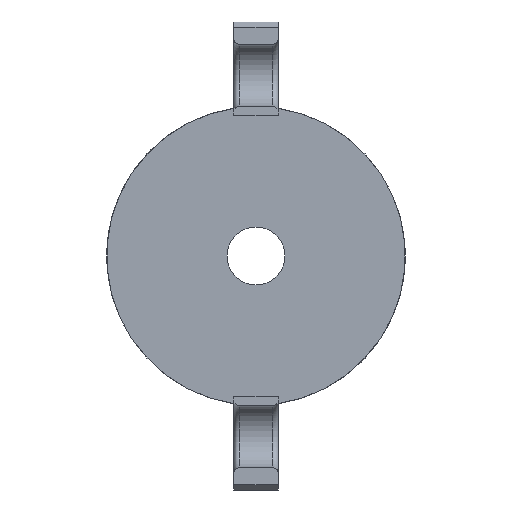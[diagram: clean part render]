
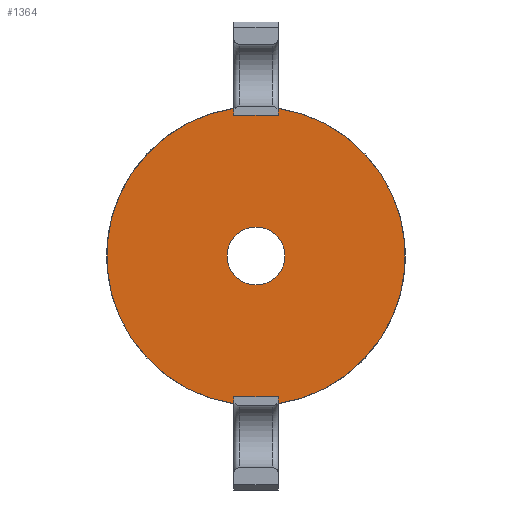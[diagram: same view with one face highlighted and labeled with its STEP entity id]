
A CAD part, front view. The second image highlights one B-rep face of the part: STEP entity #1364.
In plain terms, the highlighted planar face has unit normal (0, -1, 0).
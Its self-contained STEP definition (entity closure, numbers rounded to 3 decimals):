
#282=CARTESIAN_POINT('',(-2.5,-7.,-16.562));
#288=CARTESIAN_POINT('',(2.5,-7.,-16.562));
#378=CARTESIAN_POINT('',(0.,-7.,0.));
#379=DIRECTION('',(0.,1.,0.));
#380=DIRECTION('',(0.,0.,-1.));
#381=AXIS2_PLACEMENT_3D('',#378,#379,#380);
#383=CARTESIAN_POINT('',(0.,-7.,0.));
#384=DIRECTION('',(0.,1.,0.));
#385=DIRECTION('',(0.,0.,1.));
#386=AXIS2_PLACEMENT_3D('',#383,#384,#385);
#388=DIRECTION('',(0.,-0.002,1.));
#389=VECTOR('',#388,0.783);
#390=CARTESIAN_POINT('',(-2.5,-7.,-16.562));
#391=LINE('',#390,#389);
#392=CARTESIAN_POINT('',(0.,-7.,0.));
#393=DIRECTION('',(0.,-1.,0.));
#394=DIRECTION('',(-0.149,0.,0.989));
#395=AXIS2_PLACEMENT_3D('',#392,#393,#394);
#397=DIRECTION('',(0.,-0.002,-1.));
#398=VECTOR('',#397,0.783);
#399=CARTESIAN_POINT('',(-2.5,-7.,16.562));
#400=LINE('',#399,#398);
#401=DIRECTION('',(1.,0.,0.));
#402=VECTOR('',#401,5.);
#403=CARTESIAN_POINT('',(-2.5,-7.002,15.78));
#404=LINE('',#403,#402);
#405=DIRECTION('',(0.,-0.002,-1.));
#406=VECTOR('',#405,0.783);
#407=CARTESIAN_POINT('',(2.5,-7.,16.562));
#408=LINE('',#407,#406);
#409=CARTESIAN_POINT('',(0.,-7.,0.));
#410=DIRECTION('',(0.,-1.,0.));
#411=DIRECTION('',(0.149,0.,-0.989));
#412=AXIS2_PLACEMENT_3D('',#409,#410,#411);
#414=DIRECTION('',(0.,-0.002,1.));
#415=VECTOR('',#414,0.783);
#416=CARTESIAN_POINT('',(2.5,-7.,-16.562));
#417=LINE('',#416,#415);
#418=DIRECTION('',(1.,0.,0.));
#419=VECTOR('',#418,5.);
#420=CARTESIAN_POINT('',(-2.5,-7.002,-15.78));
#421=LINE('',#420,#419);
#528=CARTESIAN_POINT('',(2.5,-7.,16.562));
#534=CARTESIAN_POINT('',(-2.5,-7.,16.562));
#873=CARTESIAN_POINT('',(-2.5,-7.002,15.78));
#874=CARTESIAN_POINT('',(2.5,-7.002,15.78));
#875=VERTEX_POINT('',#873);
#876=VERTEX_POINT('',#874);
#878=VERTEX_POINT('',#528);
#879=VERTEX_POINT('',#534);
#893=CARTESIAN_POINT('',(-2.5,-7.002,-15.78));
#894=CARTESIAN_POINT('',(2.5,-7.002,-15.78));
#895=VERTEX_POINT('',#893);
#896=VERTEX_POINT('',#894);
#897=VERTEX_POINT('',#288);
#899=VERTEX_POINT('',#282);
#909=CARTESIAN_POINT('',(0.,-7.,-3.25));
#910=CARTESIAN_POINT('',(0.,-7.,3.25));
#911=VERTEX_POINT('',#909);
#912=VERTEX_POINT('',#910);
#1340=CARTESIAN_POINT('',(0.,-7.,0.));
#1341=DIRECTION('',(0.,-1.,0.));
#1342=DIRECTION('',(0.,0.,1.));
#1343=AXIS2_PLACEMENT_3D('',#1340,#1341,#1342);
#1344=PLANE('',#1343);
#1345=ORIENTED_EDGE('',*,*,#1257,.F.);
#1346=ORIENTED_EDGE('',*,*,#1140,.F.);
#1348=ORIENTED_EDGE('',*,*,#1347,.T.);
#1350=ORIENTED_EDGE('',*,*,#1349,.T.);
#1352=ORIENTED_EDGE('',*,*,#1351,.F.);
#1353=ORIENTED_EDGE('',*,*,#1311,.F.);
#1354=ORIENTED_EDGE('',*,*,#1261,.T.);
#1355=ORIENTED_EDGE('',*,*,#1259,.F.);
#1356=EDGE_LOOP('',(#1345,#1346,#1348,#1350,#1352,#1353,#1354,#1355));
#1357=FACE_OUTER_BOUND('',#1356,.F.);
#1359=ORIENTED_EDGE('',*,*,#1358,.F.);
#1361=ORIENTED_EDGE('',*,*,#1360,.F.);
#1362=EDGE_LOOP('',(#1359,#1361));
#1363=FACE_BOUND('',#1362,.F.);
#1364=ADVANCED_FACE('',(#1357,#1363),#1344,.T.);
#382=CIRCLE('',#381,3.25);
#387=CIRCLE('',#386,3.25);
#396=CIRCLE('',#395,16.75);
#413=CIRCLE('',#412,16.75);
#1140=EDGE_CURVE('',#879,#899,#396,.T.);
#1257=EDGE_CURVE('',#899,#895,#391,.T.);
#1259=EDGE_CURVE('',#895,#896,#421,.T.);
#1261=EDGE_CURVE('',#897,#896,#417,.T.);
#1311=EDGE_CURVE('',#897,#878,#413,.T.);
#1347=EDGE_CURVE('',#879,#875,#400,.T.);
#1349=EDGE_CURVE('',#875,#876,#404,.T.);
#1351=EDGE_CURVE('',#878,#876,#408,.T.);
#1358=EDGE_CURVE('',#911,#912,#382,.T.);
#1360=EDGE_CURVE('',#912,#911,#387,.T.);
